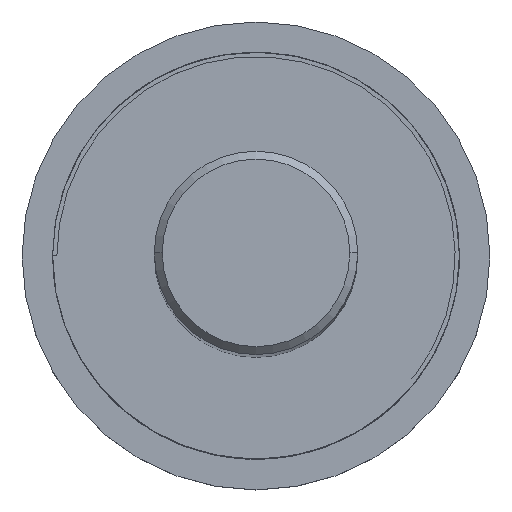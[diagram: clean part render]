
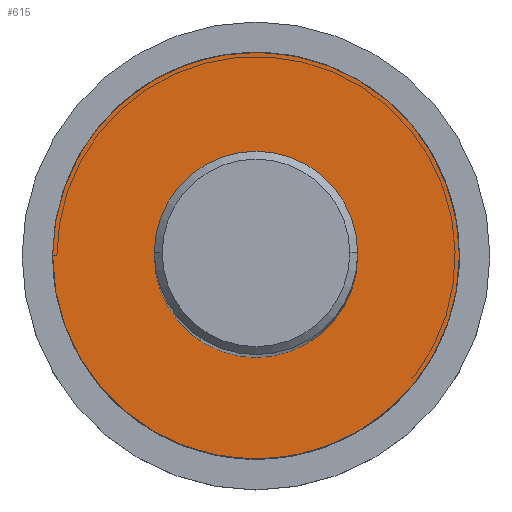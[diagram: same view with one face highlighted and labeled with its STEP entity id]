
A CAD part, top view. The second image highlights one B-rep face of the part: STEP entity #615.
In plain terms, the highlighted planar face has unit normal (0, 0, 1).
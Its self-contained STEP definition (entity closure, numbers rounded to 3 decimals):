
#305 = CIRCLE ( 'NONE', #387, 12.825 ) ;
#367 = CIRCLE ( 'NONE', #4596, 25.65 ) ;
#387 = AXIS2_PLACEMENT_3D ( 'NONE', #4689, #941, #3609 ) ;
#615 = ADVANCED_FACE ( 'NONE', ( #1036, #673 ), #4794, .T. ) ;
#620 = VERTEX_POINT ( 'NONE', #4425 ) ;
#625 = DIRECTION ( 'NONE',  ( 0., 0., 1. ) ) ;
#673 = FACE_OUTER_BOUND ( 'NONE', #2282, .T. ) ;
#709 = DIRECTION ( 'NONE',  ( 1., 0., 0. ) ) ;
#799 = CARTESIAN_POINT ( 'NONE',  ( 25.65, 0., 30. ) ) ;
#941 = DIRECTION ( 'NONE',  ( 0., 0., 1. ) ) ;
#1036 = FACE_BOUND ( 'NONE', #1171, .T. ) ;
#1069 = EDGE_CURVE ( 'NONE', #1272, #1819, #2866, .T. ) ;
#1099 = EDGE_CURVE ( 'NONE', #1819, #1272, #367, .T. ) ;
#1171 = EDGE_LOOP ( 'NONE', ( #1290, #1577 ) ) ;
#1272 = VERTEX_POINT ( 'NONE', #4160 ) ;
#1290 = ORIENTED_EDGE ( 'NONE', *, *, #4182, .F. ) ;
#1430 = CARTESIAN_POINT ( 'NONE',  ( 0., 0., 30. ) ) ;
#1514 = DIRECTION ( 'NONE',  ( 0., 0., 1. ) ) ;
#1577 = ORIENTED_EDGE ( 'NONE', *, *, #1993, .F. ) ;
#1719 = CIRCLE ( 'NONE', #2344, 12.825 ) ;
#1819 = VERTEX_POINT ( 'NONE', #799 ) ;
#1993 = EDGE_CURVE ( 'NONE', #620, #4148, #305, .T. ) ;
#2013 = DIRECTION ( 'NONE',  ( 1., 0., 0. ) ) ;
#2099 = CARTESIAN_POINT ( 'NONE',  ( 0., 0., 30. ) ) ;
#2282 = EDGE_LOOP ( 'NONE', ( #4439, #3382 ) ) ;
#2344 = AXIS2_PLACEMENT_3D ( 'NONE', #2099, #3586, #3219 ) ;
#2784 = AXIS2_PLACEMENT_3D ( 'NONE', #1430, #625, #2929 ) ;
#2866 = CIRCLE ( 'NONE', #3741, 25.65 ) ;
#2929 = DIRECTION ( 'NONE',  ( 1., 0., 0. ) ) ;
#3219 = DIRECTION ( 'NONE',  ( 1., 0., 0. ) ) ;
#3382 = ORIENTED_EDGE ( 'NONE', *, *, #1099, .T. ) ;
#3560 = CARTESIAN_POINT ( 'NONE',  ( -12.825, 0., 30. ) ) ;
#3586 = DIRECTION ( 'NONE',  ( 0., 0., 1. ) ) ;
#3609 = DIRECTION ( 'NONE',  ( 1., 0., 0. ) ) ;
#3741 = AXIS2_PLACEMENT_3D ( 'NONE', #4064, #1514, #709 ) ;
#3847 = DIRECTION ( 'NONE',  ( 0., 0., 1. ) ) ;
#4064 = CARTESIAN_POINT ( 'NONE',  ( 0., 0., 30. ) ) ;
#4148 = VERTEX_POINT ( 'NONE', #3560 ) ;
#4160 = CARTESIAN_POINT ( 'NONE',  ( -25.65, 0., 30. ) ) ;
#4182 = EDGE_CURVE ( 'NONE', #4148, #620, #1719, .T. ) ;
#4235 = CARTESIAN_POINT ( 'NONE',  ( 0., 0., 30. ) ) ;
#4425 = CARTESIAN_POINT ( 'NONE',  ( 12.825, 0., 30. ) ) ;
#4439 = ORIENTED_EDGE ( 'NONE', *, *, #1069, .T. ) ;
#4596 = AXIS2_PLACEMENT_3D ( 'NONE', #4235, #3847, #2013 ) ;
#4689 = CARTESIAN_POINT ( 'NONE',  ( 0., 0., 30. ) ) ;
#4794 = PLANE ( 'NONE',  #2784 ) ;
